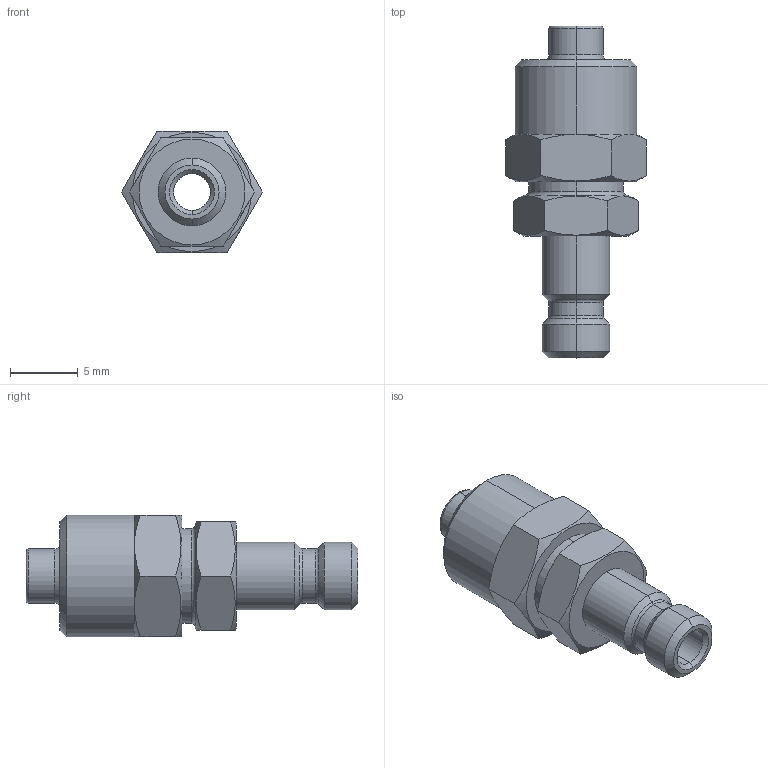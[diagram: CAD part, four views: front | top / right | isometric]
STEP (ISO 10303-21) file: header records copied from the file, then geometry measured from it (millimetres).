
FILE_DESCRIPTION (( 'STEP AP203' ), '1' );
FILE_NAME ('07201330.STEP', '2011-07-19T16:05:32', ( 'Flavio' ), ( '' ), 'SwSTEP 2.0', 'SolidWorks 2011', '' );
FILE_SCHEMA (( 'CONFIG_CONTROL_DESIGN' ));
Length unit declared in the file: millimetre
Products named in the file (1): 07201330
Bounding box: 10.39 x 24.5 x 9 mm (x, y, z)
Volume: 846.9 mm3; surface area: 877.9 mm2
Topology: 1 solids, 1 shells, 64 faces, 142 edges, 84 vertices
Faces by surface type: cone 24, plane 18, cylinder 14, torus 8
Entity records: 1957 total; most frequent: CARTESIAN_POINT 487, DIRECTION 298, ORIENTED_EDGE 284, EDGE_CURVE 142, AXIS2_PLACEMENT_3D 127, VERTEX_POINT 84, EDGE_LOOP 70, ADVANCED_FACE 64
